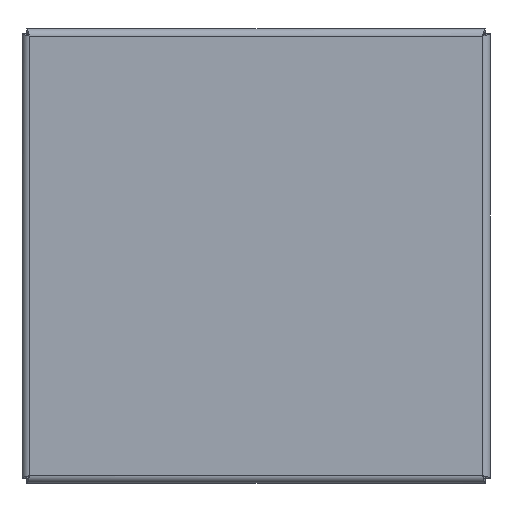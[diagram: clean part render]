
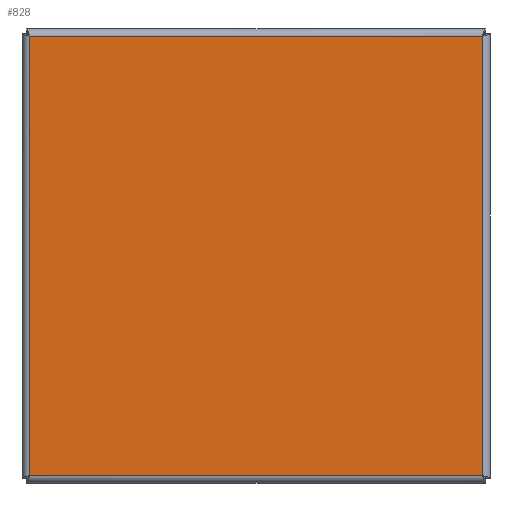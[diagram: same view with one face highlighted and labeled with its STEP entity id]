
A CAD part, top view. The second image highlights one B-rep face of the part: STEP entity #828.
In plain terms, the highlighted planar face has unit normal (0, 0, 1).
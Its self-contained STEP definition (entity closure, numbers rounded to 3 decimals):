
#49=LINE($,#1149,#121);
#65=LINE($,#1251,#137);
#80=LINE($,#1351,#152);
#95=LINE($,#1450,#167);
#121=VECTOR($,#960,98.8);
#137=VECTOR($,#990,95.8);
#152=VECTOR($,#1019,95.8);
#167=VECTOR($,#1048,98.8);
#210=PLANE($,#889);
#274=FACE_OUTER_BOUND($,#338,.T.);
#338=EDGE_LOOP($,(#704,#705,#706,#707));
#374=VERTEX_POINT($,#1140);
#375=VERTEX_POINT($,#1148);
#386=VERTEX_POINT($,#1243);
#396=VERTEX_POINT($,#1350);
#438=EDGE_CURVE($,#375,#374,#49,.T.);
#458=EDGE_CURVE($,#374,#386,#65,.T.);
#477=EDGE_CURVE($,#396,#375,#80,.T.);
#496=EDGE_CURVE($,#386,#396,#95,.T.);
#704=ORIENTED_EDGE($,*,*,#438,.T.);
#705=ORIENTED_EDGE($,*,*,#458,.T.);
#706=ORIENTED_EDGE($,*,*,#496,.T.);
#707=ORIENTED_EDGE($,*,*,#477,.T.);
#828=ADVANCED_FACE($,(#274),#210,.T.);
#889=AXIS2_PLACEMENT_3D($,#1536,#1073,#1074);
#960=DIRECTION($,(1.,0.,0.));
#990=DIRECTION($,(0.,1.,0.));
#1019=DIRECTION($,(0.,-1.,0.));
#1048=DIRECTION($,(-1.,0.,0.));
#1073=DIRECTION('center_axis',(0.,0.,1.));
#1074=DIRECTION('ref_axis',(0.,-1.,0.));
#1140=CARTESIAN_POINT('',(49.4,-47.9,21.3));
#1148=CARTESIAN_POINT('',(-49.4,-47.9,21.3));
#1149=CARTESIAN_POINT($,(-24.7,-47.9,21.3));
#1243=CARTESIAN_POINT('',(49.4,47.9,21.3));
#1251=CARTESIAN_POINT($,(49.4,-23.95,21.3));
#1350=CARTESIAN_POINT('',(-49.4,47.9,21.3));
#1351=CARTESIAN_POINT($,(-49.4,23.95,21.3));
#1450=CARTESIAN_POINT($,(24.7,47.9,21.3));
#1536=CARTESIAN_POINT('Origin',(0.,0.,
21.3));
